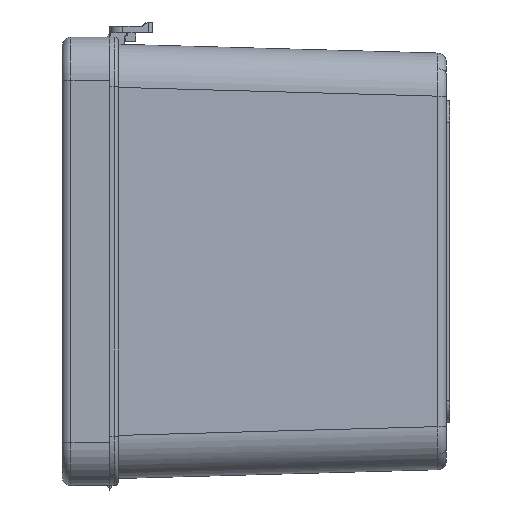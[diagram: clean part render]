
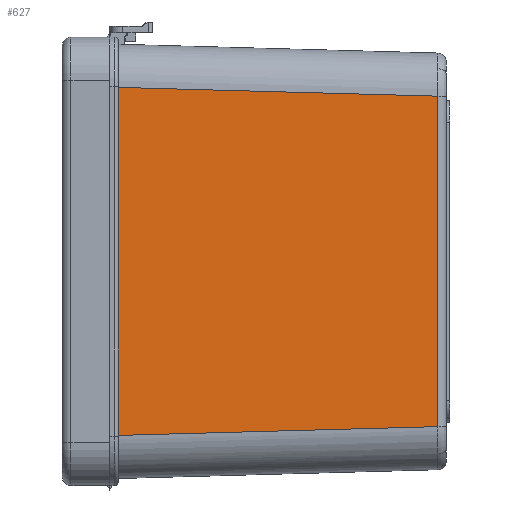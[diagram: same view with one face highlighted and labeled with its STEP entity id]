
A CAD part, left-side view. The second image highlights one B-rep face of the part: STEP entity #627.
In plain terms, the highlighted planar face has unit normal (-0.999, -0.034, 0).
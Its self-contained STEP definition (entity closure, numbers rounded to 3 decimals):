
#202 = EDGE_CURVE ( 'NONE', #9315, #4667, #564, .T. ) ;
#434 = CARTESIAN_POINT ( 'NONE',  ( -85.369, -3.91, -38.148 ) ) ;
#564 = LINE ( 'NONE', #8578, #5378 ) ;
#595 = EDGE_CURVE ( 'NONE', #6557, #4667, #5483, .T. ) ;
#627 = ADVANCED_FACE ( 'NONE', ( #4034 ), #7047, .F. ) ;
#640 = ORIENTED_EDGE ( 'NONE', *, *, #202, .F. ) ;
#1785 = LINE ( 'NONE', #434, #4939 ) ;
#1803 = VECTOR ( 'NONE', #7201, 1000. ) ;
#1816 = CARTESIAN_POINT ( 'NONE',  ( -88.25, 82., -40.505 ) ) ;
#1841 = DIRECTION ( 'NONE',  ( 0.034, -0.999, 0.027 ) ) ;
#1876 = EDGE_CURVE ( 'NONE', #9315, #4588, #1785, .T. ) ;
#1996 = ORIENTED_EDGE ( 'NONE', *, *, #8808, .T. ) ;
#2269 = DIRECTION ( 'NONE',  ( 0., 0., 1. ) ) ;
#2310 = CARTESIAN_POINT ( 'NONE',  ( -88.25, 82., 40.505 ) ) ;
#2416 = VECTOR ( 'NONE', #2269, 1000. ) ;
#3062 = AXIS2_PLACEMENT_3D ( 'NONE', #5693, #6262, #4958 ) ;
#3524 = DIRECTION ( 'NONE',  ( 0., 0., 1. ) ) ;
#3722 = LINE ( 'NONE', #5938, #2416 ) ;
#4034 = FACE_OUTER_BOUND ( 'NONE', #4239, .T. ) ;
#4239 = EDGE_LOOP ( 'NONE', ( #7740, #1996, #7554, #640 ) ) ;
#4588 = VERTEX_POINT ( 'NONE', #9508 ) ;
#4667 = VERTEX_POINT ( 'NONE', #2310 ) ;
#4939 = VECTOR ( 'NONE', #1841, 1000. ) ;
#4958 = DIRECTION ( 'NONE',  ( -0.034, 0.999, 0. ) ) ;
#5378 = VECTOR ( 'NONE', #3524, 1000. ) ;
#5483 = LINE ( 'NONE', #8565, #1803 ) ;
#5693 = CARTESIAN_POINT ( 'NONE',  ( -85.404, -2.864, 0. ) ) ;
#5938 = CARTESIAN_POINT ( 'NONE',  ( -85.565, 1.933, 0. ) ) ;
#6262 = DIRECTION ( 'NONE',  ( 0.999, 0.034, 0. ) ) ;
#6557 = VERTEX_POINT ( 'NONE', #7531 ) ;
#7047 = PLANE ( 'NONE',  #3062 ) ;
#7201 = DIRECTION ( 'NONE',  ( -0.034, 0.999, 0.027 ) ) ;
#7531 = CARTESIAN_POINT ( 'NONE',  ( -85.565, 1.933, 38.308 ) ) ;
#7554 = ORIENTED_EDGE ( 'NONE', *, *, #595, .T. ) ;
#7740 = ORIENTED_EDGE ( 'NONE', *, *, #1876, .T. ) ;
#8565 = CARTESIAN_POINT ( 'NONE',  ( -85.369, -3.91, 38.148 ) ) ;
#8578 = CARTESIAN_POINT ( 'NONE',  ( -88.25, 82., -50.5 ) ) ;
#8808 = EDGE_CURVE ( 'NONE', #4588, #6557, #3722, .T. ) ;
#9315 = VERTEX_POINT ( 'NONE', #1816 ) ;
#9508 = CARTESIAN_POINT ( 'NONE',  ( -85.565, 1.933, -38.308 ) ) ;
